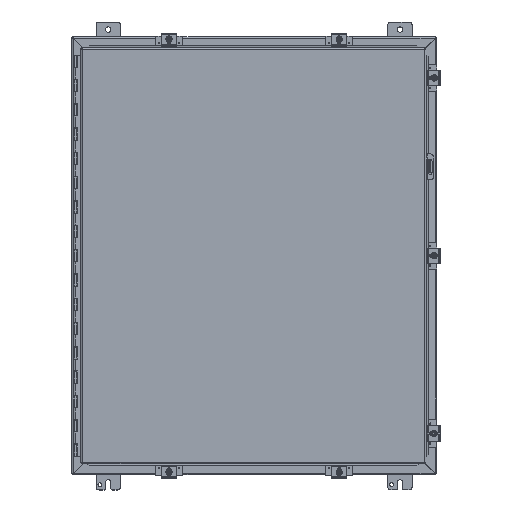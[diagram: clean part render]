
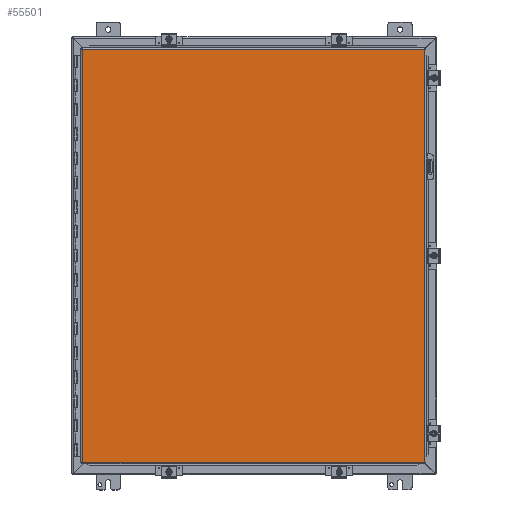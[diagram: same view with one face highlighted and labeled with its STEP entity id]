
A CAD part, top view. The second image highlights one B-rep face of the part: STEP entity #55501.
In plain terms, the highlighted face is planar.
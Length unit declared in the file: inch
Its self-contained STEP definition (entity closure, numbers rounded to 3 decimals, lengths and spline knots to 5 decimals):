
#1987 = LINE ( 'NONE', #30758, #36170 ) ;
#4118 = EDGE_CURVE ( 'NONE', #45351, #30684, #43883, .T. ) ;
#5361 = CARTESIAN_POINT ( 'NONE',  ( 14.08225, -16.9885, 0. ) ) ;
#8542 = VERTEX_POINT ( 'NONE', #5361 ) ;
#8874 = DIRECTION ( 'NONE',  ( -1., 0., 0. ) ) ;
#9463 = EDGE_CURVE ( 'NONE', #30684, #17372, #12497, .T. ) ;
#10133 = PLANE ( 'NONE',  #53891 ) ;
#12497 = LINE ( 'NONE', #37797, #24591 ) ;
#14804 = ORIENTED_EDGE ( 'NONE', *, *, #9463, .T. ) ;
#14986 = CARTESIAN_POINT ( 'NONE',  ( 0., 0., 0. ) ) ;
#15965 = FACE_OUTER_BOUND ( 'NONE', #28481, .T. ) ;
#16498 = DIRECTION ( 'NONE',  ( 0., -1., 0. ) ) ;
#17372 = VERTEX_POINT ( 'NONE', #41708 ) ;
#19203 = CARTESIAN_POINT ( 'NONE',  ( -14.08225, -16.9885, 0. ) ) ;
#19565 = DIRECTION ( 'NONE',  ( 1., 0., 0. ) ) ;
#20030 = LINE ( 'NONE', #30188, #30672 ) ;
#24591 = VECTOR ( 'NONE', #37678, 39.37008 ) ;
#28481 = EDGE_LOOP ( 'NONE', ( #32039, #14804, #39824, #48092 ) ) ;
#30188 = CARTESIAN_POINT ( 'NONE',  ( 14.08225, 16.9885, 0. ) ) ;
#30672 = VECTOR ( 'NONE', #16498, 39.37008 ) ;
#30684 = VERTEX_POINT ( 'NONE', #45538 ) ;
#30758 = CARTESIAN_POINT ( 'NONE',  ( 14.08225, -16.9885, 0. ) ) ;
#32039 = ORIENTED_EDGE ( 'NONE', *, *, #4118, .T. ) ;
#32232 = CARTESIAN_POINT ( 'NONE',  ( -14.08225, -16.9885, 0. ) ) ;
#32341 = VECTOR ( 'NONE', #32708, 39.37008 ) ;
#32708 = DIRECTION ( 'NONE',  ( 0., 1., 0. ) ) ;
#33355 = EDGE_CURVE ( 'NONE', #8542, #45351, #1987, .T. ) ;
#36170 = VECTOR ( 'NONE', #8874, 39.37008 ) ;
#37678 = DIRECTION ( 'NONE',  ( 1., 0., 0. ) ) ;
#37797 = CARTESIAN_POINT ( 'NONE',  ( -14.08225, 16.9885, 0. ) ) ;
#39824 = ORIENTED_EDGE ( 'NONE', *, *, #56233, .T. ) ;
#41708 = CARTESIAN_POINT ( 'NONE',  ( 14.08225, 16.9885, 0. ) ) ;
#43883 = LINE ( 'NONE', #32232, #32341 ) ;
#45351 = VERTEX_POINT ( 'NONE', #19203 ) ;
#45538 = CARTESIAN_POINT ( 'NONE',  ( -14.08225, 16.9885, 0. ) ) ;
#46033 = DIRECTION ( 'NONE',  ( 0., 0., 1. ) ) ;
#48092 = ORIENTED_EDGE ( 'NONE', *, *, #33355, .T. ) ;
#53891 = AXIS2_PLACEMENT_3D ( 'NONE', #14986, #46033, #19565 ) ;
#55501 = ADVANCED_FACE ( 'NONE', ( #15965 ), #10133, .F. ) ;
#56233 = EDGE_CURVE ( 'NONE', #17372, #8542, #20030, .T. ) ;
